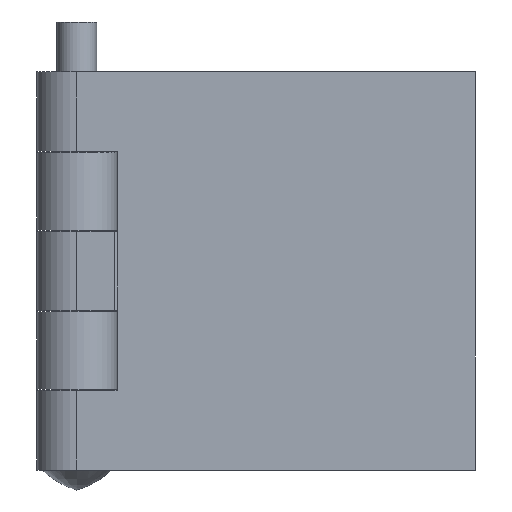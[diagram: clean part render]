
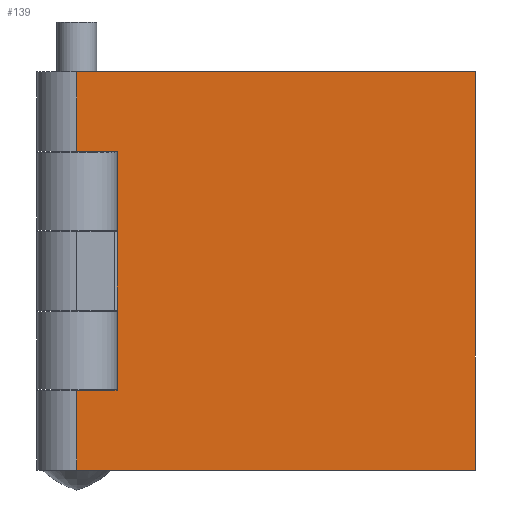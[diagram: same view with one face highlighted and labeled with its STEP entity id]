
A CAD part, front view. The second image highlights one B-rep face of the part: STEP entity #139.
In plain terms, the highlighted planar face has unit normal (0, -1, 0).
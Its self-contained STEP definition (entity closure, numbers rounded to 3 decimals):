
#139 = ADVANCED_FACE( '', ( #291 ), #292, .T. );
#291 = FACE_OUTER_BOUND( '', #471, .T. );
#292 = PLANE( '', #472 );
#471 = EDGE_LOOP( '', ( #804, #805, #806, #807, #808, #809, #810, #811 ) );
#472 = AXIS2_PLACEMENT_3D( '', #812, #813, #814 );
#804 = ORIENTED_EDGE( '', *, *, #958, .F. );
#805 = ORIENTED_EDGE( '', *, *, #889, .F. );
#806 = ORIENTED_EDGE( '', *, *, #968, .F. );
#807 = ORIENTED_EDGE( '', *, *, #850, .T. );
#808 = ORIENTED_EDGE( '', *, *, #868, .T. );
#809 = ORIENTED_EDGE( '', *, *, #955, .F. );
#810 = ORIENTED_EDGE( '', *, *, #963, .T. );
#811 = ORIENTED_EDGE( '', *, *, #877, .T. );
#812 = CARTESIAN_POINT( '', ( 0., -4., 12. ) );
#813 = DIRECTION( '', ( 0., -1., 0. ) );
#814 = DIRECTION( '', ( 0., 0., -1. ) );
#850 = EDGE_CURVE( '', #996, #993, #997, .T. );
#868 = EDGE_CURVE( '', #993, #1027, #1028, .T. );
#877 = EDGE_CURVE( '', #1044, #1041, #1045, .T. );
#889 = EDGE_CURVE( '', #1064, #1066, #1067, .T. );
#955 = EDGE_CURVE( '', #1162, #1027, #1163, .T. );
#958 = EDGE_CURVE( '', #1066, #1041, #1166, .T. );
#963 = EDGE_CURVE( '', #1162, #1044, #1172, .T. );
#968 = EDGE_CURVE( '', #996, #1064, #1178, .T. );
#993 = VERTEX_POINT( '', #1206 );
#996 = VERTEX_POINT( '', #1210 );
#997 = LINE( '', #1211, #1212 );
#1027 = VERTEX_POINT( '', #1249 );
#1028 = LINE( '', #1250, #1251 );
#1041 = VERTEX_POINT( '', #1270 );
#1044 = VERTEX_POINT( '', #1274 );
#1045 = LINE( '', #1275, #1276 );
#1064 = VERTEX_POINT( '', #1297 );
#1066 = VERTEX_POINT( '', #1299 );
#1067 = LINE( '', #1300, #1301 );
#1162 = VERTEX_POINT( '', #1432 );
#1163 = LINE( '', #1433, #1434 );
#1166 = LINE( '', #1437, #1438 );
#1172 = LINE( '', #1446, #1447 );
#1178 = LINE( '', #1454, #1455 );
#1206 = CARTESIAN_POINT( '', ( 4.041, -4., 12. ) );
#1210 = CARTESIAN_POINT( '', ( 0., -4., 12. ) );
#1211 = CARTESIAN_POINT( '', ( 0., -4., 12. ) );
#1212 = VECTOR( '', #1490, 1000. );
#1249 = CARTESIAN_POINT( '', ( 4.041, -4., -12. ) );
#1250 = CARTESIAN_POINT( '', ( 4.041, -4., 20. ) );
#1251 = VECTOR( '', #1516, 1000. );
#1270 = CARTESIAN_POINT( '', ( 40., -4., -20. ) );
#1274 = CARTESIAN_POINT( '', ( 0., -4., -20. ) );
#1275 = CARTESIAN_POINT( '', ( 0., -4., -20. ) );
#1276 = VECTOR( '', #1524, 1000. );
#1297 = CARTESIAN_POINT( '', ( 0., -4., 20. ) );
#1299 = CARTESIAN_POINT( '', ( 40., -4., 20. ) );
#1300 = CARTESIAN_POINT( '', ( 0., -4., 20. ) );
#1301 = VECTOR( '', #1548, 1000. );
#1432 = CARTESIAN_POINT( '', ( 0., -4., -12. ) );
#1433 = CARTESIAN_POINT( '', ( 0., -4., -12. ) );
#1434 = VECTOR( '', #1621, 1000. );
#1437 = CARTESIAN_POINT( '', ( 40., -4., 20. ) );
#1438 = VECTOR( '', #1625, 1000. );
#1446 = CARTESIAN_POINT( '', ( 0., -4., -12. ) );
#1447 = VECTOR( '', #1628, 1000. );
#1454 = CARTESIAN_POINT( '', ( 0., -4., 12. ) );
#1455 = VECTOR( '', #1633, 1000. );
#1490 = DIRECTION( '', ( 1., 0., 0. ) );
#1516 = DIRECTION( '', ( 0., 0., -1. ) );
#1524 = DIRECTION( '', ( 1., 0., 0. ) );
#1548 = DIRECTION( '', ( 1., 0., 0. ) );
#1621 = DIRECTION( '', ( 1., 0., 0. ) );
#1625 = DIRECTION( '', ( 0., 0., -1. ) );
#1628 = DIRECTION( '', ( 0., 0., -1. ) );
#1633 = DIRECTION( '', ( 0., 0., 1. ) );
